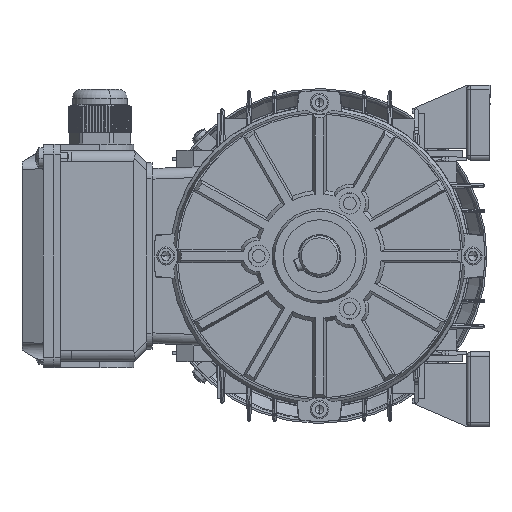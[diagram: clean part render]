
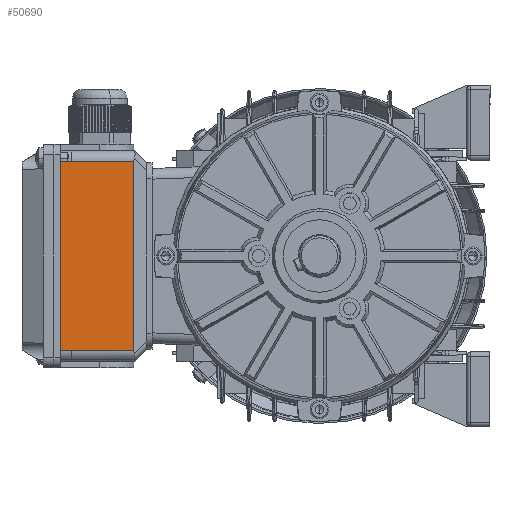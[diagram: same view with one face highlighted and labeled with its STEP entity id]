
A CAD part, left-side view. The second image highlights one B-rep face of the part: STEP entity #50690.
In plain terms, the highlighted face is planar.
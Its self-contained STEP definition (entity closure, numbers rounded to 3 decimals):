
#3005 = VECTOR ( 'NONE', #56218, 1000. ) ;
#4625 = VERTEX_POINT ( 'NONE', #15260 ) ;
#5372 = DIRECTION ( 'NONE',  ( 0., 0., -1. ) ) ;
#5403 = ORIENTED_EDGE ( 'NONE', *, *, #47163, .T. ) ;
#5832 = DIRECTION ( 'NONE',  ( 1., 0., 0. ) ) ;
#11252 = LINE ( 'NONE', #121924, #80236 ) ;
#15260 = CARTESIAN_POINT ( 'NONE',  ( 44.5, 68., 5. ) ) ;
#16370 = FACE_OUTER_BOUND ( 'NONE', #49133, .T. ) ;
#17972 = DIRECTION ( 'NONE',  ( 0., -1., 0. ) ) ;
#18433 = CARTESIAN_POINT ( 'NONE',  ( -52.5, 68., 5. ) ) ;
#20950 = VECTOR ( 'NONE', #5832, 1000. ) ;
#28467 = VERTEX_POINT ( 'NONE', #45861 ) ;
#30653 = CARTESIAN_POINT ( 'NONE',  ( -52.5, 68., 39.5 ) ) ;
#31090 = LINE ( 'NONE', #18433, #20950 ) ;
#33957 = ORIENTED_EDGE ( 'NONE', *, *, #59904, .F. ) ;
#43247 = PLANE ( 'NONE',  #64179 ) ;
#45861 = CARTESIAN_POINT ( 'NONE',  ( 44.5, 68., 39.5 ) ) ;
#47163 = EDGE_CURVE ( 'NONE', #62397, #99413, #94068, .T. ) ;
#47652 = VECTOR ( 'NONE', #69339, 1000. ) ;
#49133 = EDGE_LOOP ( 'NONE', ( #96436, #66307, #33957, #5403 ) ) ;
#50690 = ADVANCED_FACE ( 'NONE', ( #16370 ), #43247, .F. ) ;
#56218 = DIRECTION ( 'NONE',  ( 0., 0., 1. ) ) ;
#59904 = EDGE_CURVE ( 'NONE', #62397, #4625, #31090, .T. ) ;
#62397 = VERTEX_POINT ( 'NONE', #69576 ) ;
#64179 = AXIS2_PLACEMENT_3D ( 'NONE', #30653, #17972, #5372 ) ;
#66307 = ORIENTED_EDGE ( 'NONE', *, *, #74781, .T. ) ;
#68850 = CARTESIAN_POINT ( 'NONE',  ( -44.5, 68., 39.5 ) ) ;
#69339 = DIRECTION ( 'NONE',  ( 0., 0., -1. ) ) ;
#69576 = CARTESIAN_POINT ( 'NONE',  ( -44.5, 68., 5. ) ) ;
#71036 = EDGE_CURVE ( 'NONE', #99413, #28467, #11252, .T. ) ;
#74781 = EDGE_CURVE ( 'NONE', #28467, #4625, #94568, .T. ) ;
#80236 = VECTOR ( 'NONE', #109319, 1000. ) ;
#81958 = CARTESIAN_POINT ( 'NONE',  ( 44.5, 68., 39.5 ) ) ;
#94068 = LINE ( 'NONE', #68850, #3005 ) ;
#94568 = LINE ( 'NONE', #81958, #47652 ) ;
#96436 = ORIENTED_EDGE ( 'NONE', *, *, #71036, .T. ) ;
#99413 = VERTEX_POINT ( 'NONE', #117663 ) ;
#109319 = DIRECTION ( 'NONE',  ( 1., 0., 0. ) ) ;
#117663 = CARTESIAN_POINT ( 'NONE',  ( -44.5, 68., 39.5 ) ) ;
#121924 = CARTESIAN_POINT ( 'NONE',  ( -52.5, 68., 39.5 ) ) ;
